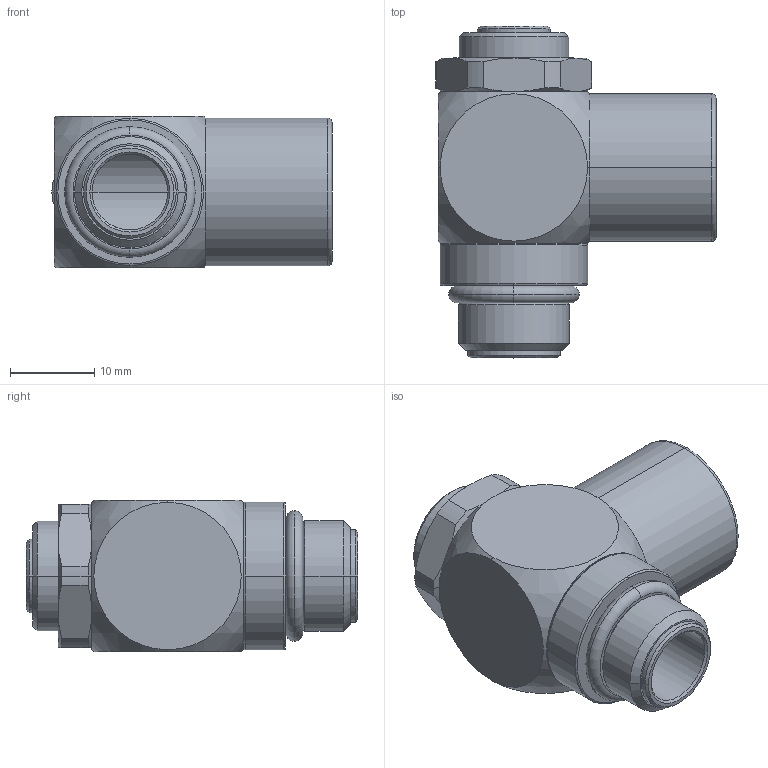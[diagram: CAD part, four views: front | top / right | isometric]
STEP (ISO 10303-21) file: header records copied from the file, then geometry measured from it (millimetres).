
FILE_DESCRIPTION(('STEP AP214'),'1');
FILE_NAME('7140_13_13.stp','2016-07-07T14:19:55',('TraceParts'),('TraceParts S.A.'),'Spatial InterOp 3D',' ',' ');
FILE_SCHEMA(('automotive_design'));
Length unit declared in the file: millimetre
Products named in the file (1): 1
Bounding box: 33.25 x 39.4 x 18 mm (x, y, z)
Volume: 8839.8 mm3; surface area: 5093 mm2
Topology: 1 solids, 1 shells, 90 faces, 208 edges, 128 vertices
Faces by surface type: cone 32, cylinder 26, plane 20, torus 10, sphere 2
Entity records: 2680 total; most frequent: CARTESIAN_POINT 588, DIRECTION 490, ORIENTED_EDGE 412, AXIS2_PLACEMENT_3D 219, EDGE_CURVE 206, VERTEX_POINT 128, CIRCLE 128, EDGE_LOOP 102
